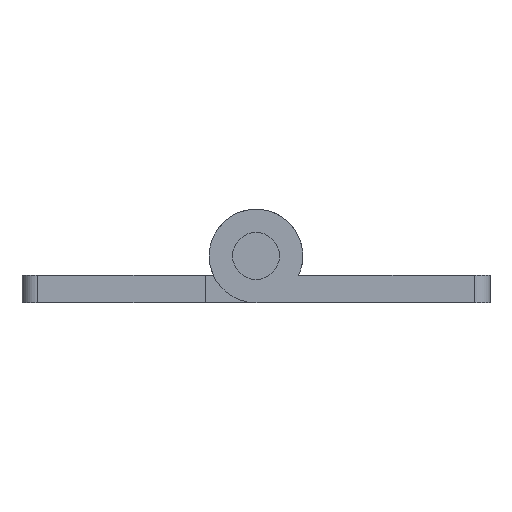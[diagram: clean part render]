
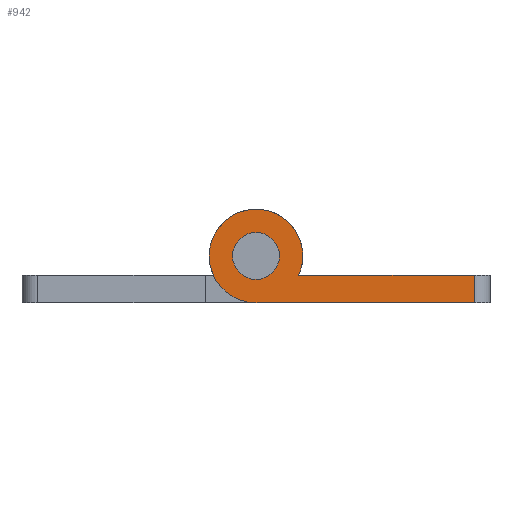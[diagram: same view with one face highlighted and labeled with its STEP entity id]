
A CAD part, front view. The second image highlights one B-rep face of the part: STEP entity #942.
In plain terms, the highlighted planar face has unit normal (0, -1, 0).
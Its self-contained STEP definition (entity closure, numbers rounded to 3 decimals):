
#645 = EDGE_CURVE ( 'NONE', #693, #696, #2080, .T. ) ;
#693 = VERTEX_POINT ( 'NONE', #2296 ) ;
#695 = EDGE_CURVE ( 'NONE', #696, #693, #2295, .T. ) ;
#696 = VERTEX_POINT ( 'NONE', #2394 ) ;
#728 = VERTEX_POINT ( 'NONE', #2430 ) ;
#729 = VERTEX_POINT ( 'NONE', #2429 ) ;
#818 = EDGE_CURVE ( 'NONE', #728, #729, #2585, .T. ) ;
#836 = EDGE_CURVE ( 'NONE', #944, #728, #2558, .T. ) ;
#942 = ADVANCED_FACE ( 'NONE', ( #2857, #2792 ), #2791, .F. ) ;
#943 = EDGE_LOOP ( 'NONE', ( #1011, #1006, #1004, #1158 ) ) ;
#944 = VERTEX_POINT ( 'NONE', #2786 ) ;
#991 = ORIENTED_EDGE ( 'NONE', *, *, #695, .T. ) ;
#992 = ORIENTED_EDGE ( 'NONE', *, *, #645, .T. ) ;
#1003 = EDGE_CURVE ( 'NONE', #944, #1007, #2838, .T. ) ;
#1004 = ORIENTED_EDGE ( 'NONE', *, *, #1157, .F. ) ;
#1006 = ORIENTED_EDGE ( 'NONE', *, *, #1003, .T. ) ;
#1007 = VERTEX_POINT ( 'NONE', #2834 ) ;
#1011 = ORIENTED_EDGE ( 'NONE', *, *, #836, .F. ) ;
#1157 = EDGE_CURVE ( 'NONE', #729, #1007, #3036, .T. ) ;
#1158 = ORIENTED_EDGE ( 'NONE', *, *, #818, .F. ) ;
#1159 = EDGE_LOOP ( 'NONE', ( #991, #992 ) ) ;
#2076 = DIRECTION ( 'NONE',  ( 0., 0., 1. ) ) ;
#2077 = DIRECTION ( 'NONE',  ( 0., 1., 0. ) ) ;
#2078 = CARTESIAN_POINT ( 'NONE',  ( 0., -45., 0. ) ) ;
#2079 = AXIS2_PLACEMENT_3D ( 'NONE', #2078, #2077, #2076 ) ;
#2080 = CIRCLE ( 'NONE', #2079, 3. ) ;
#2292 = DIRECTION ( 'NONE',  ( 0., 1., 0. ) ) ;
#2293 = CARTESIAN_POINT ( 'NONE',  ( 0., -45., 0. ) ) ;
#2294 = AXIS2_PLACEMENT_3D ( 'NONE', #2293, #2292, #2395 ) ;
#2295 = CIRCLE ( 'NONE', #2294, 3. ) ;
#2296 = CARTESIAN_POINT ( 'NONE',  ( 0., -45., 3. ) ) ;
#2394 = CARTESIAN_POINT ( 'NONE',  ( 0., -45., -3. ) ) ;
#2395 = DIRECTION ( 'NONE',  ( 0., 0., 1. ) ) ;
#2429 = CARTESIAN_POINT ( 'NONE',  ( 5.454, -45., -2.5 ) ) ;
#2430 = CARTESIAN_POINT ( 'NONE',  ( 0., -45., -6. ) ) ;
#2555 = DIRECTION ( 'NONE',  ( -1., 0., 0. ) ) ;
#2556 = VECTOR ( 'NONE', #2555, 1000. ) ;
#2557 = CARTESIAN_POINT ( 'NONE',  ( 30., -45., -6. ) ) ;
#2558 = LINE ( 'NONE', #2557, #2556 ) ;
#2581 = DIRECTION ( 'NONE',  ( 0., 0., 1. ) ) ;
#2582 = DIRECTION ( 'NONE',  ( 0., 1., 0. ) ) ;
#2583 = CARTESIAN_POINT ( 'NONE',  ( 0., -45., 0. ) ) ;
#2584 = AXIS2_PLACEMENT_3D ( 'NONE', #2583, #2582, #2581 ) ;
#2585 = CIRCLE ( 'NONE', #2584, 6. ) ;
#2786 = CARTESIAN_POINT ( 'NONE',  ( 28., -45., -6. ) ) ;
#2787 = DIRECTION ( 'NONE',  ( 0., 0., 1. ) ) ;
#2788 = DIRECTION ( 'NONE',  ( 0., 1., 0. ) ) ;
#2789 = CARTESIAN_POINT ( 'NONE',  ( 0., -45., 0. ) ) ;
#2790 = AXIS2_PLACEMENT_3D ( 'NONE', #2789, #2788, #2787 ) ;
#2791 = PLANE ( 'NONE',  #2790 ) ;
#2792 = FACE_BOUND ( 'NONE', #1159, .T. ) ;
#2834 = CARTESIAN_POINT ( 'NONE',  ( 28., -45., -2.5 ) ) ;
#2835 = DIRECTION ( 'NONE',  ( 0., 0., 1. ) ) ;
#2836 = VECTOR ( 'NONE', #2835, 1000. ) ;
#2837 = CARTESIAN_POINT ( 'NONE',  ( 28., -45., 0. ) ) ;
#2838 = LINE ( 'NONE', #2837, #2836 ) ;
#2857 = FACE_OUTER_BOUND ( 'NONE', #943, .T. ) ;
#3033 = DIRECTION ( 'NONE',  ( 1., 0., 0. ) ) ;
#3034 = VECTOR ( 'NONE', #3033, 1000. ) ;
#3035 = CARTESIAN_POINT ( 'NONE',  ( 5.454, -45., -2.5 ) ) ;
#3036 = LINE ( 'NONE', #3035, #3034 ) ;
